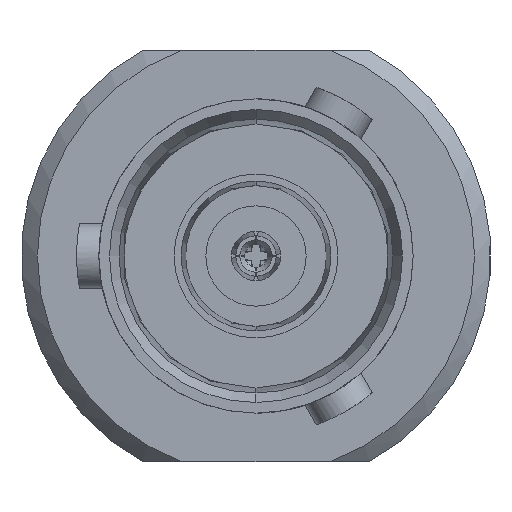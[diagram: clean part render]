
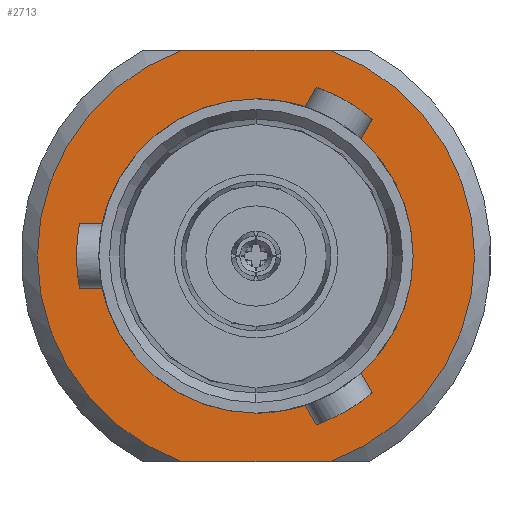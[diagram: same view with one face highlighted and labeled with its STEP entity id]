
A CAD part, left-side view. The second image highlights one B-rep face of the part: STEP entity #2713.
In plain terms, the highlighted face is planar.
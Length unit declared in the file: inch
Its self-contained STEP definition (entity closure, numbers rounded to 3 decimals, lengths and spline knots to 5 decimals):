
#481 = EDGE_CURVE ( 'NONE', #8228, #14930, #14724, .T. ) ;
#599 = CARTESIAN_POINT ( 'NONE',  ( -0.45276, 0., 0. ) ) ;
#729 = CARTESIAN_POINT ( 'NONE',  ( -0.45276, -0.09012, -0.25 ) ) ;
#785 = EDGE_LOOP ( 'NONE', ( #1440, #8848 ) ) ;
#1440 = ORIENTED_EDGE ( 'NONE', *, *, #481, .F. ) ;
#1704 = EDGE_CURVE ( 'NONE', #10282, #3327, #4079, .T. ) ;
#1708 = CARTESIAN_POINT ( 'NONE',  ( -0.45276, 0., 0.191 ) ) ;
#1900 = DIRECTION ( 'NONE',  ( 0., 0., -1. ) ) ;
#2031 = ORIENTED_EDGE ( 'NONE', *, *, #1704, .T. ) ;
#2196 = AXIS2_PLACEMENT_3D ( 'NONE', #14466, #5379, #9473 ) ;
#2655 = CARTESIAN_POINT ( 'NONE',  ( -0.45276, 0.26575, -0.25 ) ) ;
#2713 = ADVANCED_FACE ( 'NONE', ( #2802, #14376 ), #15797, .F. ) ;
#2802 = FACE_BOUND ( 'NONE', #785, .T. ) ;
#2873 = DIRECTION ( 'NONE',  ( 0., 0., -1. ) ) ;
#3110 = EDGE_CURVE ( 'NONE', #14930, #8228, #4364, .T. ) ;
#3327 = VERTEX_POINT ( 'NONE', #729 ) ;
#3350 = VECTOR ( 'NONE', #13593, 39.37008 ) ;
#3580 = LINE ( 'NONE', #8694, #3350 ) ;
#3619 = ORIENTED_EDGE ( 'NONE', *, *, #16052, .T. ) ;
#4030 = CARTESIAN_POINT ( 'NONE',  ( -0.45276, 0., 0. ) ) ;
#4079 = CIRCLE ( 'NONE', #6765, 0.26575 ) ;
#4323 = AXIS2_PLACEMENT_3D ( 'NONE', #10482, #9480, #14631 ) ;
#4364 = CIRCLE ( 'NONE', #4323, 0.191 ) ;
#4875 = AXIS2_PLACEMENT_3D ( 'NONE', #599, #9119, #9037 ) ;
#4898 = AXIS2_PLACEMENT_3D ( 'NONE', #4030, #14285, #2873 ) ;
#5379 = DIRECTION ( 'NONE',  ( -1., 0., 0. ) ) ;
#6095 = EDGE_CURVE ( 'NONE', #11020, #11864, #12625, .T. ) ;
#6765 = AXIS2_PLACEMENT_3D ( 'NONE', #9253, #13316, #1900 ) ;
#6999 = EDGE_CURVE ( 'NONE', #3327, #11020, #11493, .T. ) ;
#7665 = DIRECTION ( 'NONE',  ( 0., 1., 0. ) ) ;
#8228 = VERTEX_POINT ( 'NONE', #14141 ) ;
#8355 = CARTESIAN_POINT ( 'NONE',  ( -0.45276, -0.09012, 0.25 ) ) ;
#8694 = CARTESIAN_POINT ( 'NONE',  ( -0.45276, 0.26575, 0.25 ) ) ;
#8732 = ORIENTED_EDGE ( 'NONE', *, *, #6095, .T. ) ;
#8848 = ORIENTED_EDGE ( 'NONE', *, *, #3110, .F. ) ;
#9037 = DIRECTION ( 'NONE',  ( 0., 0., -1. ) ) ;
#9119 = DIRECTION ( 'NONE',  ( 1., 0., 0. ) ) ;
#9253 = CARTESIAN_POINT ( 'NONE',  ( -0.45276, 0., 0. ) ) ;
#9473 = DIRECTION ( 'NONE',  ( 0., 0., 1. ) ) ;
#9480 = DIRECTION ( 'NONE',  ( 1., 0., 0. ) ) ;
#9979 = VECTOR ( 'NONE', #7665, 39.37008 ) ;
#10282 = VERTEX_POINT ( 'NONE', #8355 ) ;
#10482 = CARTESIAN_POINT ( 'NONE',  ( -0.45276, 0., 0. ) ) ;
#10816 = CARTESIAN_POINT ( 'NONE',  ( -0.45276, 0.09012, 0.25 ) ) ;
#11020 = VERTEX_POINT ( 'NONE', #14251 ) ;
#11493 = LINE ( 'NONE', #2655, #9979 ) ;
#11864 = VERTEX_POINT ( 'NONE', #10816 ) ;
#12606 = ORIENTED_EDGE ( 'NONE', *, *, #6999, .T. ) ;
#12625 = CIRCLE ( 'NONE', #4898, 0.26575 ) ;
#13316 = DIRECTION ( 'NONE',  ( 1., 0., 0. ) ) ;
#13593 = DIRECTION ( 'NONE',  ( 0., -1., 0. ) ) ;
#14141 = CARTESIAN_POINT ( 'NONE',  ( -0.45276, 0., -0.191 ) ) ;
#14251 = CARTESIAN_POINT ( 'NONE',  ( -0.45276, 0.09012, -0.25 ) ) ;
#14285 = DIRECTION ( 'NONE',  ( 1., 0., 0. ) ) ;
#14376 = FACE_OUTER_BOUND ( 'NONE', #15729, .T. ) ;
#14466 = CARTESIAN_POINT ( 'NONE',  ( -0.45276, 0.26575, 0. ) ) ;
#14631 = DIRECTION ( 'NONE',  ( 0., 0., -1. ) ) ;
#14724 = CIRCLE ( 'NONE', #4875, 0.191 ) ;
#14930 = VERTEX_POINT ( 'NONE', #1708 ) ;
#15729 = EDGE_LOOP ( 'NONE', ( #2031, #12606, #8732, #3619 ) ) ;
#15797 = PLANE ( 'NONE',  #2196 ) ;
#16052 = EDGE_CURVE ( 'NONE', #11864, #10282, #3580, .T. ) ;
